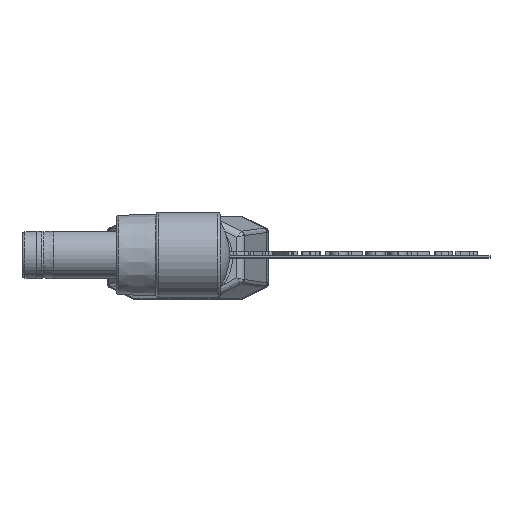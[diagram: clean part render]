
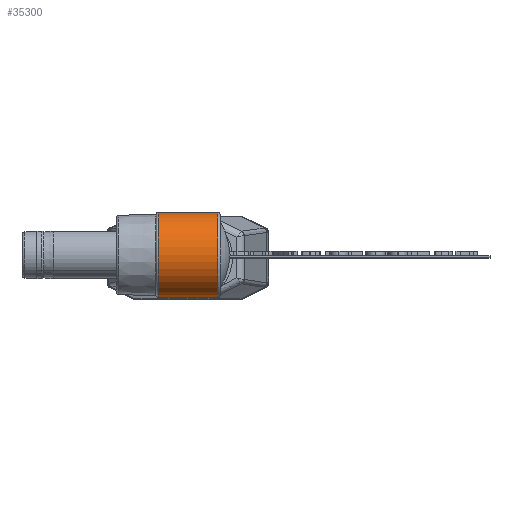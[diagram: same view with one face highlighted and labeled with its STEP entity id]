
A CAD part, top view. The second image highlights one B-rep face of the part: STEP entity #35300.
In plain terms, the highlighted cylindrical face has radius 4.3 mm (diameter 8.6 mm), a partial arc.
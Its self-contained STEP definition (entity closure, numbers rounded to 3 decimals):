
#788 = CARTESIAN_POINT ( 'NONE',  ( 0., -7.256, 0. ) ) ;
#2002 = LINE ( 'NONE', #5080, #34403 ) ;
#3745 = CARTESIAN_POINT ( 'NONE',  ( 0., -1.25, -4.3 ) ) ;
#5080 = CARTESIAN_POINT ( 'NONE',  ( 0., 0., -4.3 ) ) ;
#6907 = CYLINDRICAL_SURFACE ( 'NONE', #38531, 4.3 ) ;
#7549 = CARTESIAN_POINT ( 'NONE',  ( 0., 0., 4.3 ) ) ;
#9398 = DIRECTION ( 'NONE',  ( 0., -1., 0. ) ) ;
#9532 = CARTESIAN_POINT ( 'NONE',  ( 0., 0., 0. ) ) ;
#10964 = DIRECTION ( 'NONE',  ( 0., 1., 0. ) ) ;
#12566 = DIRECTION ( 'NONE',  ( 0., 0., -1. ) ) ;
#13166 = EDGE_CURVE ( 'NONE', #17397, #19003, #15980, .T. ) ;
#13192 = ORIENTED_EDGE ( 'NONE', *, *, #30533, .F. ) ;
#13803 = LINE ( 'NONE', #7549, #19955 ) ;
#15353 = EDGE_CURVE ( 'NONE', #21933, #17397, #13803, .T. ) ;
#15656 = FACE_OUTER_BOUND ( 'NONE', #41460, .T. ) ;
#15980 = CIRCLE ( 'NONE', #36336, 4.3 ) ;
#17397 = VERTEX_POINT ( 'NONE', #17747 ) ;
#17747 = CARTESIAN_POINT ( 'NONE',  ( 0., -1.25, 4.3 ) ) ;
#19003 = VERTEX_POINT ( 'NONE', #3745 ) ;
#19052 = ORIENTED_EDGE ( 'NONE', *, *, #15353, .T. ) ;
#19637 = ORIENTED_EDGE ( 'NONE', *, *, #37044, .T. ) ;
#19702 = ORIENTED_EDGE ( 'NONE', *, *, #13166, .T. ) ;
#19955 = VECTOR ( 'NONE', #10964, 1000. ) ;
#21933 = VERTEX_POINT ( 'NONE', #36307 ) ;
#22339 = DIRECTION ( 'NONE',  ( 0., 0., 1. ) ) ;
#22619 = CARTESIAN_POINT ( 'NONE',  ( 0., -1.25, 0. ) ) ;
#23800 = DIRECTION ( 'NONE',  ( 0., 1., 0. ) ) ;
#25430 = CIRCLE ( 'NONE', #32237, 4.3 ) ;
#30436 = DIRECTION ( 'NONE',  ( 0., 0., -1. ) ) ;
#30533 = EDGE_CURVE ( 'NONE', #33902, #19003, #2002, .T. ) ;
#32237 = AXIS2_PLACEMENT_3D ( 'NONE', #788, #23800, #30436 ) ;
#32571 = DIRECTION ( 'NONE',  ( 0., 1., 0. ) ) ;
#33902 = VERTEX_POINT ( 'NONE', #38652 ) ;
#34403 = VECTOR ( 'NONE', #41333, 1000. ) ;
#35300 = ADVANCED_FACE ( 'NONE', ( #15656 ), #6907, .T. ) ;
#36307 = CARTESIAN_POINT ( 'NONE',  ( 0., -7.256, 4.3 ) ) ;
#36336 = AXIS2_PLACEMENT_3D ( 'NONE', #22619, #9398, #12566 ) ;
#37044 = EDGE_CURVE ( 'NONE', #33902, #21933, #25430, .T. ) ;
#38531 = AXIS2_PLACEMENT_3D ( 'NONE', #9532, #32571, #22339 ) ;
#38652 = CARTESIAN_POINT ( 'NONE',  ( 0., -7.256, -4.3 ) ) ;
#41333 = DIRECTION ( 'NONE',  ( 0., 1., 0. ) ) ;
#41460 = EDGE_LOOP ( 'NONE', ( #13192, #19637, #19052, #19702 ) ) ;
